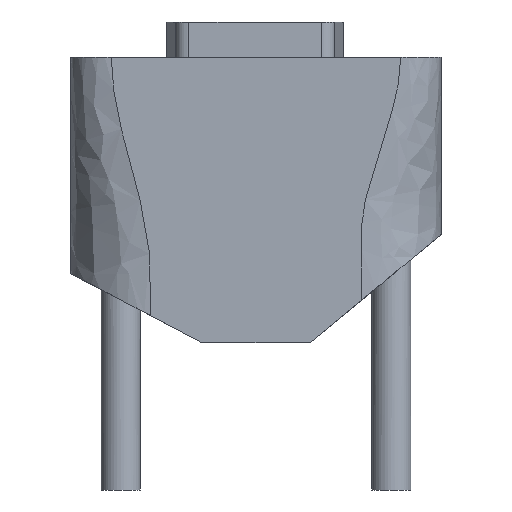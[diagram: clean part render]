
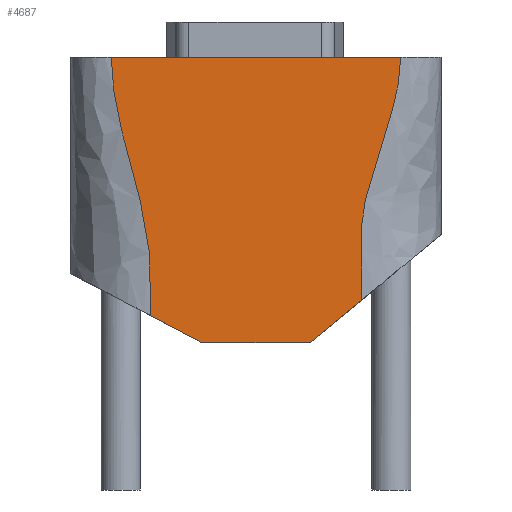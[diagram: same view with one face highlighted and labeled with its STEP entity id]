
A CAD part, front view. The second image highlights one B-rep face of the part: STEP entity #4687.
In plain terms, the highlighted planar face has unit normal (0, -1, 0).
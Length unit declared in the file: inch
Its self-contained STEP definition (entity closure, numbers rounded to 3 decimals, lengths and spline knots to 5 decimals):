
#1 = ORIENTED_EDGE ( 'NONE', *, *, #3446, .F. ) ;
#99 = CARTESIAN_POINT ( 'NONE',  ( -0.39, -0.3, 0.2033 ) ) ;
#193 = VERTEX_POINT ( 'NONE', #3533 ) ;
#365 = CARTESIAN_POINT ( 'NONE',  ( -0.39, -0.3, 0.0999 ) ) ;
#407 = ORIENTED_EDGE ( 'NONE', *, *, #4239, .F. ) ;
#480 = CARTESIAN_POINT ( 'NONE',  ( -0.39, -0.3, 0.52167 ) ) ;
#520 = ORIENTED_EDGE ( 'NONE', *, *, #3104, .F. ) ;
#526 = CARTESIAN_POINT ( 'NONE',  ( -0.2, -0.3, 0. ) ) ;
#714 = CARTESIAN_POINT ( 'NONE',  ( 0.39, -0.3, 0.61833 ) ) ;
#727 = VECTOR ( 'NONE', #883, 39.37008 ) ;
#811 = ORIENTED_EDGE ( 'NONE', *, *, #4717, .F. ) ;
#815 = CARTESIAN_POINT ( 'NONE',  ( -0.685, -0.3, 1.055 ) ) ;
#841 = CARTESIAN_POINT ( 'NONE',  ( -0.535, -0.3, 1.055 ) ) ;
#846 = LINE ( 'NONE', #526, #727 ) ;
#883 = DIRECTION ( 'NONE',  ( -0.885, 0., 0.465 ) ) ;
#888 = VECTOR ( 'NONE', #1730, 39.37008 ) ;
#891 = CARTESIAN_POINT ( 'NONE',  ( 0.39, -0.3, 0.1567 ) ) ;
#1040 = CARTESIAN_POINT ( 'NONE',  ( -0.535, -0.3, 1.055 ) ) ;
#1065 = CARTESIAN_POINT ( 'NONE',  ( 0.535, -0.3, 1.055 ) ) ;
#1096 = CARTESIAN_POINT ( 'NONE',  ( 0.39, -0.3, 0.3189 ) ) ;
#1170 = B_SPLINE_CURVE_WITH_KNOTS ( 'NONE', 3,
 ( #1065, #3623, #714, #3298, #1096, #3662, #1484 ),
 .UNSPECIFIED., .F., .F.,
 ( 4, 3, 4 ),
 ( 0., 0.72916, 1. ),
 .UNSPECIFIED. ) ;
#1332 = B_SPLINE_CURVE_WITH_KNOTS ( 'NONE', 3,
 ( #4523, #2694, #99, #2710, #480, #3064, #841 ),
 .UNSPECIFIED., .F., .F.,
 ( 4, 3, 4 ),
 ( 0., 0.16239, 1. ),
 .UNSPECIFIED. ) ;
#1362 = EDGE_CURVE ( 'NONE', #3638, #4558, #846, .T. ) ;
#1484 = CARTESIAN_POINT ( 'NONE',  ( 0.39, -0.3, 0.1567 ) ) ;
#1578 = DIRECTION ( 'NONE',  ( -1., 0., 0. ) ) ;
#1635 = CARTESIAN_POINT ( 'NONE',  ( -0.685, -0.3, 1.055 ) ) ;
#1730 = DIRECTION ( 'NONE',  ( -1., 0., 0. ) ) ;
#1807 = CARTESIAN_POINT ( 'NONE',  ( 0.39, -0.3, 0.1567 ) ) ;
#1889 = LINE ( 'NONE', #2475, #888 ) ;
#2027 = DIRECTION ( 'NONE',  ( -0.771, 0., -0.636 ) ) ;
#2121 = FACE_OUTER_BOUND ( 'NONE', #3050, .T. ) ;
#2282 = VERTEX_POINT ( 'NONE', #3059 ) ;
#2311 = PLANE ( 'NONE',  #4331 ) ;
#2383 = DIRECTION ( 'NONE',  ( 1., 0., 0. ) ) ;
#2475 = CARTESIAN_POINT ( 'NONE',  ( -0.685, -0.3, 0. ) ) ;
#2509 = VECTOR ( 'NONE', #2027, 39.37008 ) ;
#2694 = CARTESIAN_POINT ( 'NONE',  ( -0.39, -0.3, 0.1516 ) ) ;
#2710 = CARTESIAN_POINT ( 'NONE',  ( -0.39, -0.3, 0.255 ) ) ;
#2713 = VERTEX_POINT ( 'NONE', #1040 ) ;
#3050 = EDGE_LOOP ( 'NONE', ( #3128, #407, #520, #4563, #1, #811 ) ) ;
#3059 = CARTESIAN_POINT ( 'NONE',  ( 0.2, -0.3, 0. ) ) ;
#3064 = CARTESIAN_POINT ( 'NONE',  ( -0.535, -0.3, 0.78833 ) ) ;
#3104 = EDGE_CURVE ( 'NONE', #3723, #2282, #3443, .T. ) ;
#3128 = ORIENTED_EDGE ( 'NONE', *, *, #1362, .F. ) ;
#3298 = CARTESIAN_POINT ( 'NONE',  ( 0.39, -0.3, 0.4 ) ) ;
#3420 = VECTOR ( 'NONE', #2383, 39.37008 ) ;
#3443 = LINE ( 'NONE', #891, #2509 ) ;
#3446 = EDGE_CURVE ( 'NONE', #2713, #193, #3545, .T. ) ;
#3533 = CARTESIAN_POINT ( 'NONE',  ( 0.535, -0.3, 1.055 ) ) ;
#3545 = LINE ( 'NONE', #1635, #3420 ) ;
#3623 = CARTESIAN_POINT ( 'NONE',  ( 0.535, -0.3, 0.83667 ) ) ;
#3638 = VERTEX_POINT ( 'NONE', #4309 ) ;
#3662 = CARTESIAN_POINT ( 'NONE',  ( 0.39, -0.3, 0.2378 ) ) ;
#3723 = VERTEX_POINT ( 'NONE', #1807 ) ;
#3760 = DIRECTION ( 'NONE',  ( 0., 1., 0. ) ) ;
#3765 = EDGE_CURVE ( 'NONE', #193, #3723, #1170, .T. ) ;
#4239 = EDGE_CURVE ( 'NONE', #2282, #3638, #1889, .T. ) ;
#4309 = CARTESIAN_POINT ( 'NONE',  ( -0.2, -0.3, 0. ) ) ;
#4331 = AXIS2_PLACEMENT_3D ( 'NONE', #815, #3760, #1578 ) ;
#4523 = CARTESIAN_POINT ( 'NONE',  ( -0.39, -0.3, 0.0999 ) ) ;
#4558 = VERTEX_POINT ( 'NONE', #365 ) ;
#4563 = ORIENTED_EDGE ( 'NONE', *, *, #3765, .F. ) ;
#4687 = ADVANCED_FACE ( 'NONE', ( #2121 ), #2311, .F. ) ;
#4717 = EDGE_CURVE ( 'NONE', #4558, #2713, #1332, .T. ) ;
